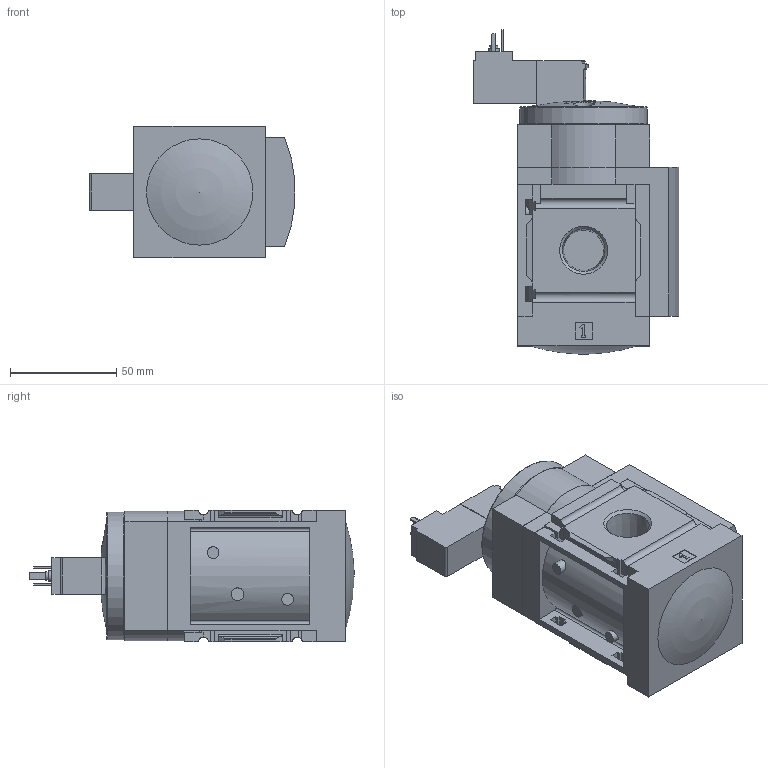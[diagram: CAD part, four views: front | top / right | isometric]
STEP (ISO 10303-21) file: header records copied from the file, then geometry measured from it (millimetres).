
FILE_DESCRIPTION(/* description */ ('STEP AP214'),/* implementation_level */ '2;1');
FILE_NAME(/* name */ '532048_MS6N-DE-1_2-V230',/* time_stamp */ '2024-09-10T20:21:35+02:00',/* author */ ('License CC BY-ND 4.0'),/* organization */ ('CADENAS'),/* preprocessor_version */ 'ST-DEVELOPER v19.3',/* originating_system */ 'PARTsolutions',/* authorisation */ ' ');
FILE_SCHEMA (('AUTOMOTIVE_DESIGN {1 0 10303 214 3 1 1}'));
Length unit declared in the file: millimetre
Products named in the file (2): 532048 MS6N-DE-1/2-V230; 527687 MS6N-DE-1/2-V2300d
Assembly tree (1 placements, depth 2):
  532048 MS6N-DE-1/2-V230
    527687 MS6N-DE-1/2-V2300d
Bounding box: 96.8 x 152.9 x 62 mm (x, y, z)
Volume: 443280 mm3; surface area: 47751.7 mm2
Topology: 1 solids, 1 shells, 343 faces, 892 edges, 577 vertices
Faces by surface type: plane 256, cylinder 51, cone 26, torus 6, sphere 4
Full cylindrical faces by diameter (mm): 2.013 x1, 2.5 x1, 3.8 x1, 5 x1, 5.5 x4, 5.8 x2, 7 x1, 10 x1, 60 x1
Entity records: 12730 total; most frequent: CARTESIAN_POINT 1940, DIRECTION 1710, ORIENTED_EDGE 1702, EDGE_CURVE 851, LINE 608, VECTOR 608, VERTEX_POINT 568, AXIS2_PLACEMENT_3D 551
